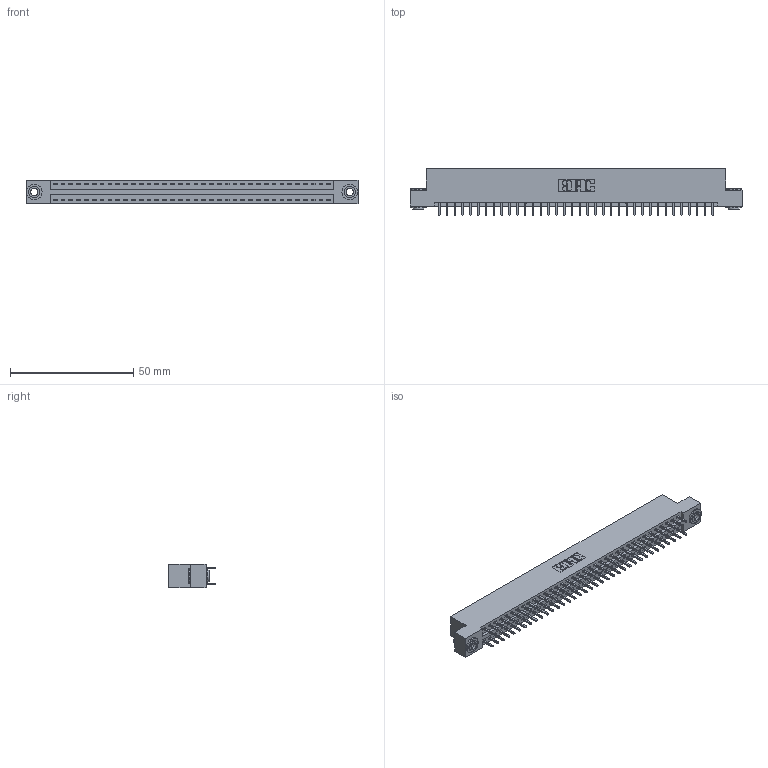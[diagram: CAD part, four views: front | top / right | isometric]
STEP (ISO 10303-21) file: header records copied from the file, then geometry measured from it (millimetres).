
FILE_DESCRIPTION (( 'STEP AP203' ), '1' );
FILE_NAME ('346-072-521-203.STEP', '2022-05-24T23:16:53', ( '' ), ( '' ), 'SwSTEP 2.0', 'SolidWorks 2020', '' );
FILE_SCHEMA (( 'CONFIG_CONTROL_DESIGN' ));
Length unit declared in the file: inch
Products named in the file (4): 345-292-001_345-293-121; 345-250-002_345-250-002-102; 346-072-521-203; 346 Part_Flush Mounting Lugs - 0.156 Dia-TH
Assembly tree (75 placements, depth 2):
  346-072-521-203
    346 Part_Flush Mounting Lugs - 0.156 Dia-TH
    345-292-001_345-293-121  x72
    345-250-002_345-250-002-102  x2
Bounding box: 134.87 x 19.05 x 9.4 mm (x, y, z)
Volume: 13077.2 mm3; surface area: 17932 mm2
Topology: 75 solids, 75 shells, 3918 faces, 11601 edges, 7634 vertices
Faces by surface type: plane 2620, cylinder 1290, cone 8
Entity records: 25386 total; most frequent: CARTESIAN_POINT 4173, ORIENTED_EDGE 4098, DIRECTION 3759, EDGE_CURVE 2049, VECTOR 1749, LINE 1749, VERTEX_POINT 1362, AXIS2_PLACEMENT_3D 1005
